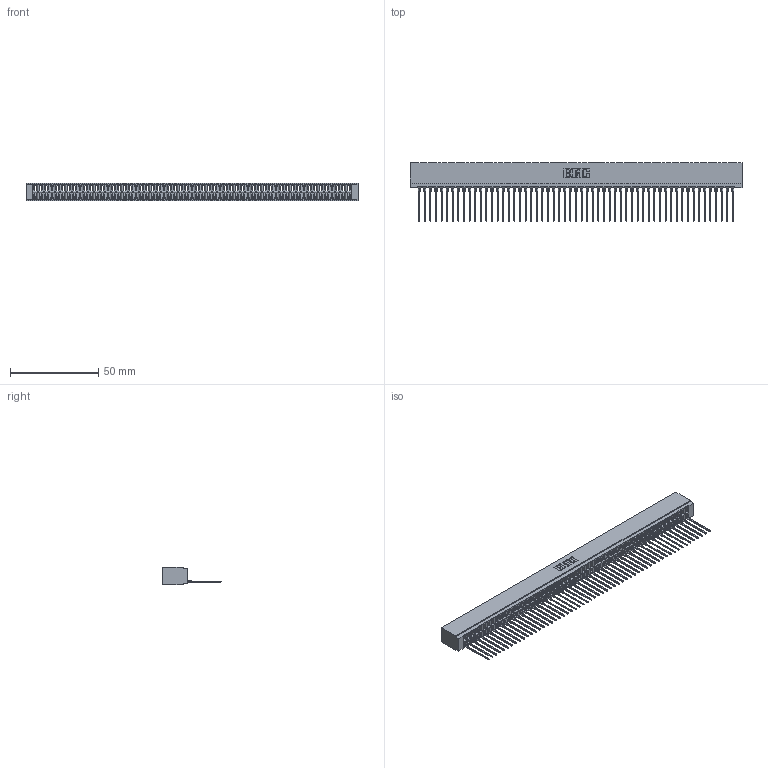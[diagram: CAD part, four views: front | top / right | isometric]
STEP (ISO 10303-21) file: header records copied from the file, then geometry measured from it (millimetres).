
FILE_DESCRIPTION (( 'STEP AP203' ), '1' );
FILE_NAME ('726-057-541-101.STEP', '2020-05-28T09:50:51', ( '' ), ( '' ), 'SwSTEP 2.0', 'SolidWorks 2020', '' );
FILE_SCHEMA (( 'CONFIG_CONTROL_DESIGN' ));
Length unit declared in the file: inch
Products named in the file (3): 726-057-541-101; 746-292-001_541; 726 Part_.515 Slot Depth - 01
Assembly tree (58 placements, depth 2):
  726-057-541-101
    726 Part_.515 Slot Depth - 01
    746-292-001_541  x57
Bounding box: 188.21 x 33.01 x 9.91 mm (x, y, z)
Volume: 16992.2 mm3; surface area: 27514.5 mm2
Topology: 58 solids, 58 shells, 6253 faces, 17762 edges, 11404 vertices
Faces by surface type: plane 3646, bspline 1140, cylinder 1125, torus 342
Entity records: 84021 total; most frequent: CARTESIAN_POINT 16878, ORIENTED_EDGE 14804, DIRECTION 12220, EDGE_CURVE 7402, VECTOR 6648, LINE 6648, VERTEX_POINT 4908, AXIS2_PLACEMENT_3D 2786
